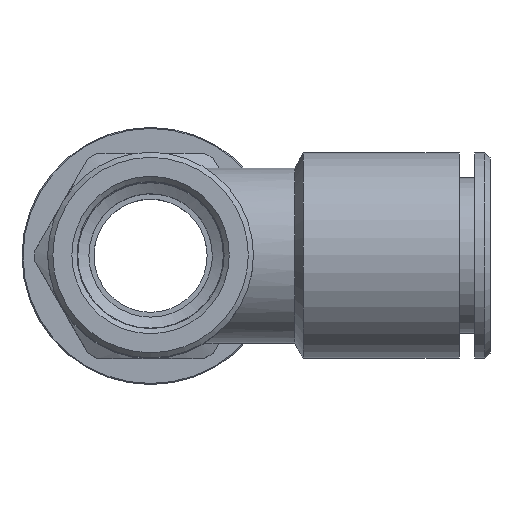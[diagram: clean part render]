
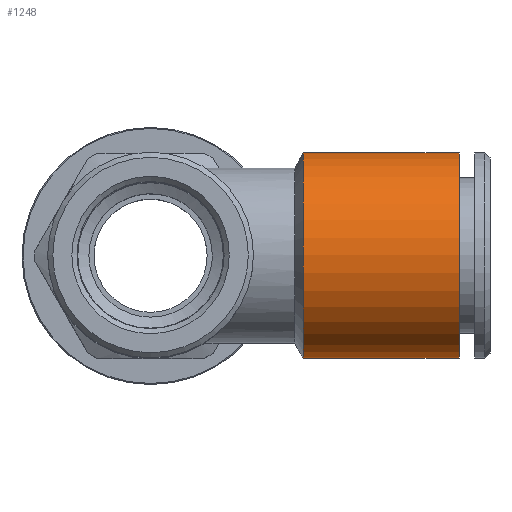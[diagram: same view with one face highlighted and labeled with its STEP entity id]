
A CAD part, top view. The second image highlights one B-rep face of the part: STEP entity #1248.
In plain terms, the highlighted cylindrical face has radius 10 mm (diameter 20 mm), a full revolution.
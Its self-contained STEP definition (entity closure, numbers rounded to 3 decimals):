
#209=FACE_BOUND('',#464,.T.);
#304=FACE_OUTER_BOUND('',#463,.T.);
#463=EDGE_LOOP('',(#1081));
#464=EDGE_LOOP('',(#1082));
#575=CIRCLE('',#1437,10.);
#576=CIRCLE('',#1439,10.);
#688=VERTEX_POINT('',#2537);
#689=VERTEX_POINT('',#2540);
#825=EDGE_CURVE('',#688,#688,#575,.T.);
#826=EDGE_CURVE('',#689,#689,#576,.T.);
#1081=ORIENTED_EDGE('',*,*,#825,.F.);
#1082=ORIENTED_EDGE('',*,*,#826,.T.);
#1159=CYLINDRICAL_SURFACE('',#1438,10.);
#1248=ADVANCED_FACE('',(#304,#209),#1159,.T.);
#1437=AXIS2_PLACEMENT_3D('',#2538,#1822,#1823);
#1438=AXIS2_PLACEMENT_3D('',#2539,#1824,#1825);
#1439=AXIS2_PLACEMENT_3D('',#2541,#1826,#1827);
#1822=DIRECTION('center_axis',(-1.,0.,0.));
#1823=DIRECTION('ref_axis',(0.,0.,-1.));
#1824=DIRECTION('center_axis',(1.,0.,0.));
#1825=DIRECTION('ref_axis',(0.,0.,-1.));
#1826=DIRECTION('center_axis',(-1.,0.,0.));
#1827=DIRECTION('ref_axis',(0.,0.,-1.));
#2537=CARTESIAN_POINT('',(39.768,24.617,24.721));
#2538=CARTESIAN_POINT('Origin',(39.768,24.617,34.721));
#2539=CARTESIAN_POINT('Origin',(39.768,24.617,34.721));
#2540=CARTESIAN_POINT('',(54.902,24.617,24.721));
#2541=CARTESIAN_POINT('Origin',(54.902,24.617,34.721));
